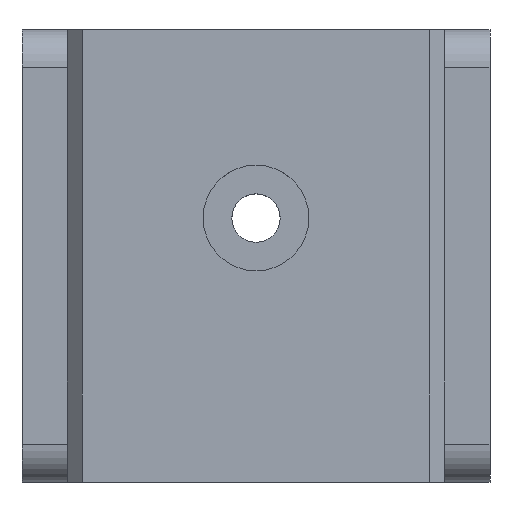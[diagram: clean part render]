
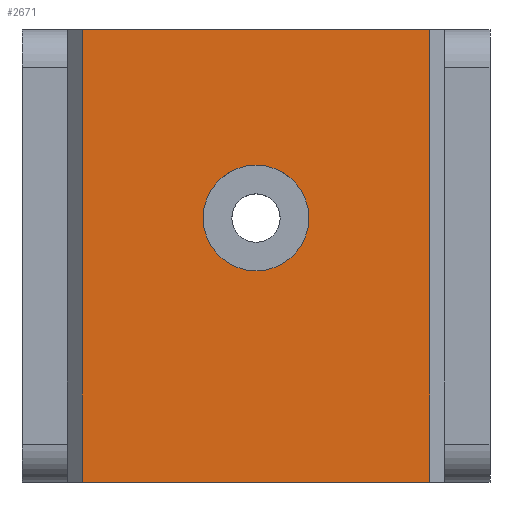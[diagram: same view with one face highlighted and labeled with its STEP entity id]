
A CAD part, top view. The second image highlights one B-rep face of the part: STEP entity #2671.
In plain terms, the highlighted planar face has unit normal (0, 0, 1).
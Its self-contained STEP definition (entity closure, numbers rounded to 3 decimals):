
#455 = PLANE('',#456);
#456 = AXIS2_PLACEMENT_3D('',#457,#458,#459);
#457 = CARTESIAN_POINT('',(12.5,12.5,16.));
#458 = DIRECTION('',(0.,-1.,0.));
#459 = DIRECTION('',(-1.,0.,0.));
#1330 = VERTEX_POINT('',#1331);
#1331 = CARTESIAN_POINT('',(11.5,12.5,21.));
#1345 = PLANE('',#1346);
#1346 = AXIS2_PLACEMENT_3D('',#1347,#1348,#1349);
#1347 = CARTESIAN_POINT('',(12.,-17.5,20.5));
#1348 = DIRECTION('',(-0.707,0.,-0.707));
#1349 = DIRECTION('',(-0.,-1.,-0.));
#1357 = EDGE_CURVE('',#1330,#1358,#1360,.T.);
#1358 = VERTEX_POINT('',#1359);
#1359 = CARTESIAN_POINT('',(-11.5,12.5,21.));
#1360 = SURFACE_CURVE('',#1361,(#1365,#1372),.PCURVE_S1.);
#1361 = LINE('',#1362,#1363);
#1362 = CARTESIAN_POINT('',(12.5,12.5,21.));
#1363 = VECTOR('',#1364,1.);
#1364 = DIRECTION('',(-1.,0.,0.));
#1365 = PCURVE('',#455,#1366);
#1366 = DEFINITIONAL_REPRESENTATION('',(#1367),#1371);
#1367 = LINE('',#1368,#1369);
#1368 = CARTESIAN_POINT('',(0.,-5.));
#1369 = VECTOR('',#1370,1.);
#1370 = DIRECTION('',(1.,0.));
#1371 = ( GEOMETRIC_REPRESENTATION_CONTEXT(2) 
PARAMETRIC_REPRESENTATION_CONTEXT() REPRESENTATION_CONTEXT('2D SPACE',''
  ) );
#1372 = PCURVE('',#1373,#1378);
#1373 = PLANE('',#1374);
#1374 = AXIS2_PLACEMENT_3D('',#1375,#1376,#1377);
#1375 = CARTESIAN_POINT('',(0.,-2.324,21.));
#1376 = DIRECTION('',(0.,0.,1.));
#1377 = DIRECTION('',(1.,0.,0.));
#1378 = DEFINITIONAL_REPRESENTATION('',(#1379),#1383);
#1379 = LINE('',#1380,#1381);
#1380 = CARTESIAN_POINT('',(12.5,14.824));
#1381 = VECTOR('',#1382,1.);
#1382 = DIRECTION('',(-1.,0.));
#1383 = ( GEOMETRIC_REPRESENTATION_CONTEXT(2) 
PARAMETRIC_REPRESENTATION_CONTEXT() REPRESENTATION_CONTEXT('2D SPACE',''
  ) );
#1401 = PLANE('',#1402);
#1402 = AXIS2_PLACEMENT_3D('',#1403,#1404,#1405);
#1403 = CARTESIAN_POINT('',(-12.,12.5,20.5));
#1404 = DIRECTION('',(0.707,0.,-0.707));
#1405 = DIRECTION('',(-0.,1.,-0.));
#1966 = PLANE('',#1967);
#1967 = AXIS2_PLACEMENT_3D('',#1968,#1969,#1970);
#1968 = CARTESIAN_POINT('',(-12.5,-17.5,16.));
#1969 = DIRECTION('',(0.,1.,0.));
#1970 = DIRECTION('',(1.,0.,0.));
#2627 = VERTEX_POINT('',#2628);
#2628 = CARTESIAN_POINT('',(11.5,-17.5,21.));
#2651 = EDGE_CURVE('',#2627,#1330,#2652,.T.);
#2652 = SURFACE_CURVE('',#2653,(#2657,#2664),.PCURVE_S1.);
#2653 = LINE('',#2654,#2655);
#2654 = CARTESIAN_POINT('',(11.5,-17.5,21.));
#2655 = VECTOR('',#2656,1.);
#2656 = DIRECTION('',(0.,1.,0.));
#2657 = PCURVE('',#1345,#2658);
#2658 = DEFINITIONAL_REPRESENTATION('',(#2659),#2663);
#2659 = LINE('',#2660,#2661);
#2660 = CARTESIAN_POINT('',(-0.,0.707));
#2661 = VECTOR('',#2662,1.);
#2662 = DIRECTION('',(-1.,0.));
#2663 = ( GEOMETRIC_REPRESENTATION_CONTEXT(2) 
PARAMETRIC_REPRESENTATION_CONTEXT() REPRESENTATION_CONTEXT('2D SPACE',''
  ) );
#2664 = PCURVE('',#1373,#2665);
#2665 = DEFINITIONAL_REPRESENTATION('',(#2666),#2670);
#2666 = LINE('',#2667,#2668);
#2667 = CARTESIAN_POINT('',(11.5,-15.176));
#2668 = VECTOR('',#2669,1.);
#2669 = DIRECTION('',(0.,1.));
#2670 = ( GEOMETRIC_REPRESENTATION_CONTEXT(2) 
PARAMETRIC_REPRESENTATION_CONTEXT() REPRESENTATION_CONTEXT('2D SPACE',''
  ) );
#2671 = ADVANCED_FACE('',(#2672,#2720),#1373,.T.);
#2672 = FACE_BOUND('',#2673,.T.);
#2673 = EDGE_LOOP('',(#2674,#2675,#2698,#2719));
#2674 = ORIENTED_EDGE('',*,*,#1357,.T.);
#2675 = ORIENTED_EDGE('',*,*,#2676,.T.);
#2676 = EDGE_CURVE('',#1358,#2677,#2679,.T.);
#2677 = VERTEX_POINT('',#2678);
#2678 = CARTESIAN_POINT('',(-11.5,-17.5,21.));
#2679 = SURFACE_CURVE('',#2680,(#2684,#2691),.PCURVE_S1.);
#2680 = LINE('',#2681,#2682);
#2681 = CARTESIAN_POINT('',(-11.5,12.5,21.));
#2682 = VECTOR('',#2683,1.);
#2683 = DIRECTION('',(0.,-1.,0.));
#2684 = PCURVE('',#1373,#2685);
#2685 = DEFINITIONAL_REPRESENTATION('',(#2686),#2690);
#2686 = LINE('',#2687,#2688);
#2687 = CARTESIAN_POINT('',(-11.5,14.824));
#2688 = VECTOR('',#2689,1.);
#2689 = DIRECTION('',(0.,-1.));
#2690 = ( GEOMETRIC_REPRESENTATION_CONTEXT(2) 
PARAMETRIC_REPRESENTATION_CONTEXT() REPRESENTATION_CONTEXT('2D SPACE',''
  ) );
#2691 = PCURVE('',#1401,#2692);
#2692 = DEFINITIONAL_REPRESENTATION('',(#2693),#2697);
#2693 = LINE('',#2694,#2695);
#2694 = CARTESIAN_POINT('',(-0.,0.707));
#2695 = VECTOR('',#2696,1.);
#2696 = DIRECTION('',(-1.,0.));
#2697 = ( GEOMETRIC_REPRESENTATION_CONTEXT(2) 
PARAMETRIC_REPRESENTATION_CONTEXT() REPRESENTATION_CONTEXT('2D SPACE',''
  ) );
#2698 = ORIENTED_EDGE('',*,*,#2699,.T.);
#2699 = EDGE_CURVE('',#2677,#2627,#2700,.T.);
#2700 = SURFACE_CURVE('',#2701,(#2705,#2712),.PCURVE_S1.);
#2701 = LINE('',#2702,#2703);
#2702 = CARTESIAN_POINT('',(-12.5,-17.5,21.));
#2703 = VECTOR('',#2704,1.);
#2704 = DIRECTION('',(1.,0.,0.));
#2705 = PCURVE('',#1373,#2706);
#2706 = DEFINITIONAL_REPRESENTATION('',(#2707),#2711);
#2707 = LINE('',#2708,#2709);
#2708 = CARTESIAN_POINT('',(-12.5,-15.176));
#2709 = VECTOR('',#2710,1.);
#2710 = DIRECTION('',(1.,0.));
#2711 = ( GEOMETRIC_REPRESENTATION_CONTEXT(2) 
PARAMETRIC_REPRESENTATION_CONTEXT() REPRESENTATION_CONTEXT('2D SPACE',''
  ) );
#2712 = PCURVE('',#1966,#2713);
#2713 = DEFINITIONAL_REPRESENTATION('',(#2714),#2718);
#2714 = LINE('',#2715,#2716);
#2715 = CARTESIAN_POINT('',(0.,-5.));
#2716 = VECTOR('',#2717,1.);
#2717 = DIRECTION('',(1.,0.));
#2718 = ( GEOMETRIC_REPRESENTATION_CONTEXT(2) 
PARAMETRIC_REPRESENTATION_CONTEXT() REPRESENTATION_CONTEXT('2D SPACE',''
  ) );
#2719 = ORIENTED_EDGE('',*,*,#2651,.T.);
#2720 = FACE_BOUND('',#2721,.T.);
#2721 = EDGE_LOOP('',(#2722));
#2722 = ORIENTED_EDGE('',*,*,#2723,.F.);
#2723 = EDGE_CURVE('',#2724,#2724,#2726,.T.);
#2724 = VERTEX_POINT('',#2725);
#2725 = CARTESIAN_POINT('',(3.5,0.,21.));
#2726 = SURFACE_CURVE('',#2727,(#2732,#2739),.PCURVE_S1.);
#2727 = CIRCLE('',#2728,3.5);
#2728 = AXIS2_PLACEMENT_3D('',#2729,#2730,#2731);
#2729 = CARTESIAN_POINT('',(0.,0.,21.));
#2730 = DIRECTION('',(0.,0.,1.));
#2731 = DIRECTION('',(1.,0.,0.));
#2732 = PCURVE('',#1373,#2733);
#2733 = DEFINITIONAL_REPRESENTATION('',(#2734),#2738);
#2734 = CIRCLE('',#2735,3.5);
#2735 = AXIS2_PLACEMENT_2D('',#2736,#2737);
#2736 = CARTESIAN_POINT('',(0.,2.324));
#2737 = DIRECTION('',(1.,0.));
#2738 = ( GEOMETRIC_REPRESENTATION_CONTEXT(2) 
PARAMETRIC_REPRESENTATION_CONTEXT() REPRESENTATION_CONTEXT('2D SPACE',''
  ) );
#2739 = PCURVE('',#2740,#2745);
#2740 = CYLINDRICAL_SURFACE('',#2741,3.5);
#2741 = AXIS2_PLACEMENT_3D('',#2742,#2743,#2744);
#2742 = CARTESIAN_POINT('',(0.,0.,21.));
#2743 = DIRECTION('',(0.,0.,1.));
#2744 = DIRECTION('',(1.,0.,0.));
#2745 = DEFINITIONAL_REPRESENTATION('',(#2746),#2750);
#2746 = LINE('',#2747,#2748);
#2747 = CARTESIAN_POINT('',(0.,0.));
#2748 = VECTOR('',#2749,1.);
#2749 = DIRECTION('',(1.,0.));
#2750 = ( GEOMETRIC_REPRESENTATION_CONTEXT(2) 
PARAMETRIC_REPRESENTATION_CONTEXT() REPRESENTATION_CONTEXT('2D SPACE',''
  ) );
